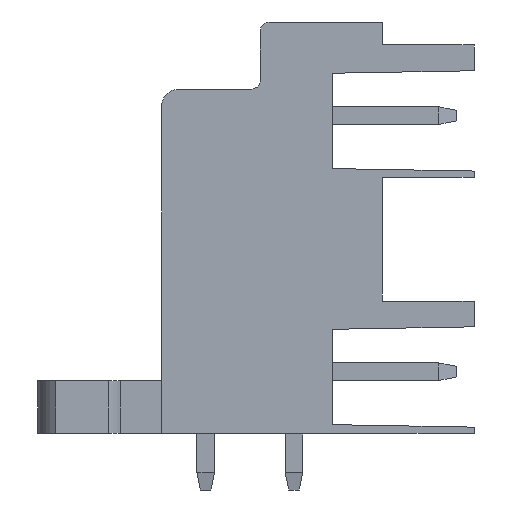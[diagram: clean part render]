
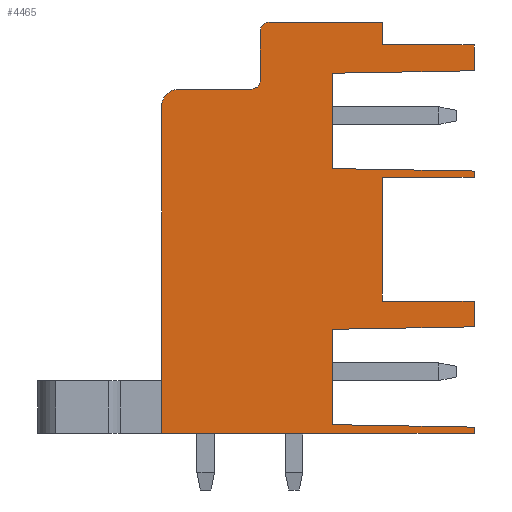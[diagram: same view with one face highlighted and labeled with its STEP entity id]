
A CAD part, left-side view. The second image highlights one B-rep face of the part: STEP entity #4465.
In plain terms, the highlighted planar face has unit normal (-1, 0, 0).
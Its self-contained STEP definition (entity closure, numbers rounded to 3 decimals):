
#2164=AXIS2_PLACEMENT_3D('Circle Axis2P3D',#2162,#2163,$) ;
#2226=AXIS2_PLACEMENT_3D('Circle Axis2P3D',#2224,#2225,$) ;
#2288=AXIS2_PLACEMENT_3D('Circle Axis2P3D',#2286,#2287,$) ;
#4438=AXIS2_PLACEMENT_3D('Plane Axis2P3D',#4435,#4436,#4437) ;
#49=CARTESIAN_POINT('Vertex',(0.,0.,3.56)) ;
#52=CARTESIAN_POINT('Line Origine',(0.,0.,3.38)) ;
#56=CARTESIAN_POINT('Vertex',(0.,0.,3.2)) ;
#87=CARTESIAN_POINT('Vertex',(0.,8.,3.7)) ;
#90=CARTESIAN_POINT('Line Origine',(0.,4.,3.63)) ;
#118=CARTESIAN_POINT('Vertex',(0.,8.,9.1)) ;
#121=CARTESIAN_POINT('Line Origine',(0.,8.,6.4)) ;
#965=CARTESIAN_POINT('Vertex',(0.,0.,9.24)) ;
#968=CARTESIAN_POINT('Line Origine',(0.,4.,9.17)) ;
#991=CARTESIAN_POINT('Vertex',(0.,0.,10.7)) ;
#994=CARTESIAN_POINT('Line Origine',(0.,0.,9.97)) ;
#1022=CARTESIAN_POINT('Vertex',(0.,5.2,10.7)) ;
#1025=CARTESIAN_POINT('Line Origine',(0.,2.6,10.7)) ;
#1053=CARTESIAN_POINT('Vertex',(0.,5.2,17.7)) ;
#1056=CARTESIAN_POINT('Line Origine',(0.,5.2,14.2)) ;
#1084=CARTESIAN_POINT('Vertex',(0.,0.,17.7)) ;
#1087=CARTESIAN_POINT('Line Origine',(0.,2.6,17.7)) ;
#1110=CARTESIAN_POINT('Vertex',(0.,0.,18.06)) ;
#1113=CARTESIAN_POINT('Line Origine',(0.,0.,17.88)) ;
#1141=CARTESIAN_POINT('Vertex',(0.,8.,18.2)) ;
#1144=CARTESIAN_POINT('Line Origine',(0.,4.,18.13)) ;
#1167=CARTESIAN_POINT('Vertex',(0.,8.,23.6)) ;
#1170=CARTESIAN_POINT('Line Origine',(0.,8.,20.9)) ;
#2014=CARTESIAN_POINT('Vertex',(0.,0.,23.74)) ;
#2017=CARTESIAN_POINT('Line Origine',(0.,4.,23.67)) ;
#2040=CARTESIAN_POINT('Vertex',(0.,0.,25.2)) ;
#2043=CARTESIAN_POINT('Line Origine',(0.,0.,24.47)) ;
#2071=CARTESIAN_POINT('Vertex',(0.,5.2,25.2)) ;
#2074=CARTESIAN_POINT('Line Origine',(0.,2.6,25.2)) ;
#2097=CARTESIAN_POINT('Vertex',(0.,5.2,26.5)) ;
#2100=CARTESIAN_POINT('Line Origine',(0.,5.2,25.85)) ;
#2128=CARTESIAN_POINT('Vertex',(0.,11.6,26.5)) ;
#2131=CARTESIAN_POINT('Line Origine',(0.,8.4,26.5)) ;
#2159=CARTESIAN_POINT('Vertex',(0.,12.1,26.)) ;
#2162=CARTESIAN_POINT('Axis2P3D Location',(0.,11.6,26.)) ;
#2190=CARTESIAN_POINT('Vertex',(0.,12.1,23.2)) ;
#2193=CARTESIAN_POINT('Line Origine',(0.,12.1,24.6)) ;
#2221=CARTESIAN_POINT('Vertex',(0.,12.6,22.7)) ;
#2224=CARTESIAN_POINT('Axis2P3D Location',(0.,12.6,23.2)) ;
#2252=CARTESIAN_POINT('Vertex',(0.,16.7,22.7)) ;
#2255=CARTESIAN_POINT('Line Origine',(0.,14.65,22.7)) ;
#2283=CARTESIAN_POINT('Vertex',(0.,17.7,21.7)) ;
#2286=CARTESIAN_POINT('Axis2P3D Location',(0.,16.7,21.7)) ;
#2393=CARTESIAN_POINT('Vertex',(0.,17.7,3.2)) ;
#2396=CARTESIAN_POINT('Line Origine',(0.,17.7,12.45)) ;
#2467=CARTESIAN_POINT('Line Origine',(0.,8.85,3.2)) ;
#4435=CARTESIAN_POINT('Axis2P3D Location',(0.,0.,0.)) ;
#53=DIRECTION('Vector Direction',(0.,0.,-1.)) ;
#91=DIRECTION('Vector Direction',(0.,-1.,-0.017)) ;
#122=DIRECTION('Vector Direction',(0.,0.,-1.)) ;
#969=DIRECTION('Vector Direction',(0.,1.,-0.017)) ;
#995=DIRECTION('Vector Direction',(0.,0.,-1.)) ;
#1026=DIRECTION('Vector Direction',(0.,-1.,0.)) ;
#1057=DIRECTION('Vector Direction',(0.,0.,-1.)) ;
#1088=DIRECTION('Vector Direction',(0.,1.,0.)) ;
#1114=DIRECTION('Vector Direction',(0.,0.,-1.)) ;
#1145=DIRECTION('Vector Direction',(0.,-1.,-0.017)) ;
#1171=DIRECTION('Vector Direction',(0.,0.,-1.)) ;
#2018=DIRECTION('Vector Direction',(0.,1.,-0.017)) ;
#2044=DIRECTION('Vector Direction',(0.,0.,-1.)) ;
#2075=DIRECTION('Vector Direction',(0.,-1.,0.)) ;
#2101=DIRECTION('Vector Direction',(0.,0.,-1.)) ;
#2132=DIRECTION('Vector Direction',(0.,-1.,0.)) ;
#2163=DIRECTION('Axis2P3D Direction',(-1.,0.,0.)) ;
#2194=DIRECTION('Vector Direction',(0.,0.,1.)) ;
#2225=DIRECTION('Axis2P3D Direction',(-1.,0.,0.)) ;
#2256=DIRECTION('Vector Direction',(0.,-1.,0.)) ;
#2287=DIRECTION('Axis2P3D Direction',(-1.,0.,0.)) ;
#2397=DIRECTION('Vector Direction',(0.,0.,1.)) ;
#2468=DIRECTION('Vector Direction',(0.,1.,0.)) ;
#4436=DIRECTION('Axis2P3D Direction',(-1.,0.,0.)) ;
#4437=DIRECTION('Axis2P3D XDirection',(0.,-1.,0.)) ;
#54=VECTOR('Line Direction',#53,1.) ;
#92=VECTOR('Line Direction',#91,1.) ;
#123=VECTOR('Line Direction',#122,1.) ;
#970=VECTOR('Line Direction',#969,1.) ;
#996=VECTOR('Line Direction',#995,1.) ;
#1027=VECTOR('Line Direction',#1026,1.) ;
#1058=VECTOR('Line Direction',#1057,1.) ;
#1089=VECTOR('Line Direction',#1088,1.) ;
#1115=VECTOR('Line Direction',#1114,1.) ;
#1146=VECTOR('Line Direction',#1145,1.) ;
#1172=VECTOR('Line Direction',#1171,1.) ;
#2019=VECTOR('Line Direction',#2018,1.) ;
#2045=VECTOR('Line Direction',#2044,1.) ;
#2076=VECTOR('Line Direction',#2075,1.) ;
#2102=VECTOR('Line Direction',#2101,1.) ;
#2133=VECTOR('Line Direction',#2132,1.) ;
#2195=VECTOR('Line Direction',#2194,1.) ;
#2257=VECTOR('Line Direction',#2256,1.) ;
#2398=VECTOR('Line Direction',#2397,1.) ;
#2469=VECTOR('Line Direction',#2468,1.) ;
#4441=ORIENTED_EDGE('',*,*,#58,.T.) ;
#4442=ORIENTED_EDGE('',*,*,#94,.T.) ;
#4443=ORIENTED_EDGE('',*,*,#125,.T.) ;
#4444=ORIENTED_EDGE('',*,*,#972,.T.) ;
#4445=ORIENTED_EDGE('',*,*,#998,.T.) ;
#4446=ORIENTED_EDGE('',*,*,#1029,.T.) ;
#4447=ORIENTED_EDGE('',*,*,#1060,.T.) ;
#4448=ORIENTED_EDGE('',*,*,#1091,.T.) ;
#4449=ORIENTED_EDGE('',*,*,#1117,.T.) ;
#4450=ORIENTED_EDGE('',*,*,#1148,.T.) ;
#4451=ORIENTED_EDGE('',*,*,#1174,.T.) ;
#4452=ORIENTED_EDGE('',*,*,#2021,.T.) ;
#4453=ORIENTED_EDGE('',*,*,#2047,.T.) ;
#4454=ORIENTED_EDGE('',*,*,#2078,.T.) ;
#4455=ORIENTED_EDGE('',*,*,#2104,.T.) ;
#4456=ORIENTED_EDGE('',*,*,#2135,.T.) ;
#4457=ORIENTED_EDGE('',*,*,#2166,.T.) ;
#4458=ORIENTED_EDGE('',*,*,#2197,.T.) ;
#4459=ORIENTED_EDGE('',*,*,#2228,.T.) ;
#4460=ORIENTED_EDGE('',*,*,#2259,.T.) ;
#4461=ORIENTED_EDGE('',*,*,#2290,.T.) ;
#4462=ORIENTED_EDGE('',*,*,#2400,.T.) ;
#4463=ORIENTED_EDGE('',*,*,#2471,.T.) ;
#4465=ADVANCED_FACE('Housing',(#4464),#4439,.T.) ;
#2165=CIRCLE('generated circle',#2164,0.5) ;
#2227=CIRCLE('generated circle',#2226,0.5) ;
#2289=CIRCLE('generated circle',#2288,1.) ;
#58=EDGE_CURVE('',#57,#50,#55,.F.) ;
#94=EDGE_CURVE('',#50,#88,#93,.F.) ;
#125=EDGE_CURVE('',#88,#119,#124,.F.) ;
#972=EDGE_CURVE('',#119,#966,#971,.F.) ;
#998=EDGE_CURVE('',#966,#992,#997,.F.) ;
#1029=EDGE_CURVE('',#992,#1023,#1028,.F.) ;
#1060=EDGE_CURVE('',#1023,#1054,#1059,.F.) ;
#1091=EDGE_CURVE('',#1054,#1085,#1090,.F.) ;
#1117=EDGE_CURVE('',#1085,#1111,#1116,.F.) ;
#1148=EDGE_CURVE('',#1111,#1142,#1147,.F.) ;
#1174=EDGE_CURVE('',#1142,#1168,#1173,.F.) ;
#2021=EDGE_CURVE('',#1168,#2015,#2020,.F.) ;
#2047=EDGE_CURVE('',#2015,#2041,#2046,.F.) ;
#2078=EDGE_CURVE('',#2041,#2072,#2077,.F.) ;
#2104=EDGE_CURVE('',#2072,#2098,#2103,.F.) ;
#2135=EDGE_CURVE('',#2098,#2129,#2134,.F.) ;
#2166=EDGE_CURVE('',#2129,#2160,#2165,.T.) ;
#2197=EDGE_CURVE('',#2160,#2191,#2196,.F.) ;
#2228=EDGE_CURVE('',#2191,#2222,#2227,.F.) ;
#2259=EDGE_CURVE('',#2222,#2253,#2258,.F.) ;
#2290=EDGE_CURVE('',#2253,#2284,#2289,.T.) ;
#2400=EDGE_CURVE('',#2284,#2394,#2399,.F.) ;
#2471=EDGE_CURVE('',#2394,#57,#2470,.F.) ;
#4440=EDGE_LOOP('',(#4441,#4442,#4443,#4444,#4445,#4446,#4447,#4448,#4449,#4450,#4451,#4452,#4453,#4454,#4455,#4456,#4457,#4458,#4459,#4460,#4461,#4462,#4463)) ;
#4464=FACE_OUTER_BOUND('',#4440,.T.) ;
#55=LINE('Line',#52,#54) ;
#93=LINE('Line',#90,#92) ;
#124=LINE('Line',#121,#123) ;
#971=LINE('Line',#968,#970) ;
#997=LINE('Line',#994,#996) ;
#1028=LINE('Line',#1025,#1027) ;
#1059=LINE('Line',#1056,#1058) ;
#1090=LINE('Line',#1087,#1089) ;
#1116=LINE('Line',#1113,#1115) ;
#1147=LINE('Line',#1144,#1146) ;
#1173=LINE('Line',#1170,#1172) ;
#2020=LINE('Line',#2017,#2019) ;
#2046=LINE('Line',#2043,#2045) ;
#2077=LINE('Line',#2074,#2076) ;
#2103=LINE('Line',#2100,#2102) ;
#2134=LINE('Line',#2131,#2133) ;
#2196=LINE('Line',#2193,#2195) ;
#2258=LINE('Line',#2255,#2257) ;
#2399=LINE('Line',#2396,#2398) ;
#2470=LINE('Line',#2467,#2469) ;
#4439=PLANE('',#4438) ;
#50=VERTEX_POINT('',#49) ;
#57=VERTEX_POINT('',#56) ;
#88=VERTEX_POINT('',#87) ;
#119=VERTEX_POINT('',#118) ;
#966=VERTEX_POINT('',#965) ;
#992=VERTEX_POINT('',#991) ;
#1023=VERTEX_POINT('',#1022) ;
#1054=VERTEX_POINT('',#1053) ;
#1085=VERTEX_POINT('',#1084) ;
#1111=VERTEX_POINT('',#1110) ;
#1142=VERTEX_POINT('',#1141) ;
#1168=VERTEX_POINT('',#1167) ;
#2015=VERTEX_POINT('',#2014) ;
#2041=VERTEX_POINT('',#2040) ;
#2072=VERTEX_POINT('',#2071) ;
#2098=VERTEX_POINT('',#2097) ;
#2129=VERTEX_POINT('',#2128) ;
#2160=VERTEX_POINT('',#2159) ;
#2191=VERTEX_POINT('',#2190) ;
#2222=VERTEX_POINT('',#2221) ;
#2253=VERTEX_POINT('',#2252) ;
#2284=VERTEX_POINT('',#2283) ;
#2394=VERTEX_POINT('',#2393) ;
